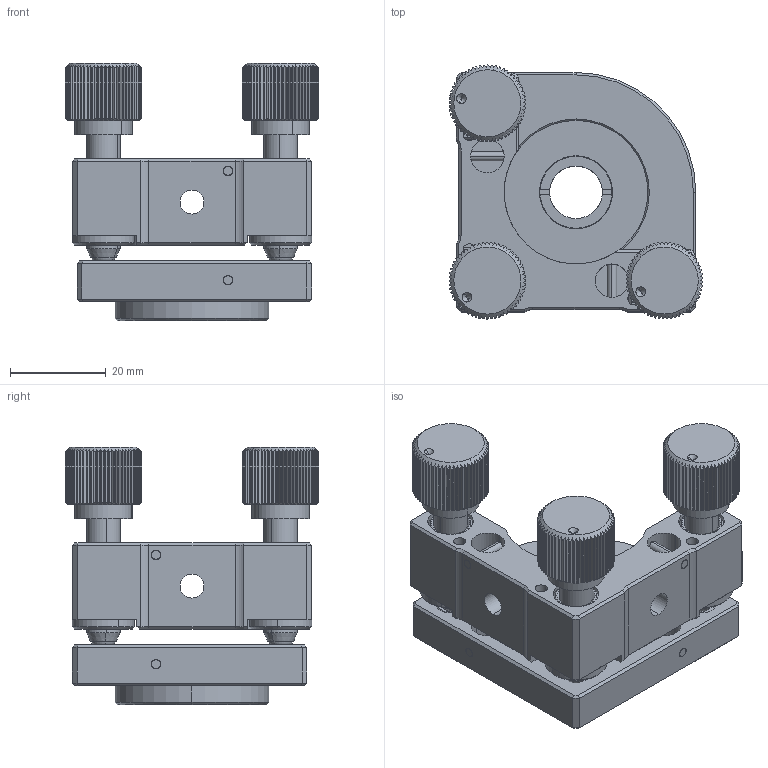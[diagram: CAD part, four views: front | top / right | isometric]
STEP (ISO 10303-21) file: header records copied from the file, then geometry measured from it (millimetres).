
FILE_DESCRIPTION (( 'STEP AP203' ), '1' );
FILE_NAME ('OMHS12.7-C.STEP', '2018-12-07T09:23:49', ( '' ), ( '' ), 'SwSTEP 2.0', 'SolidWorks 2016', '' );
FILE_SCHEMA (( 'CONFIG_CONTROL_DESIGN' ));
Length unit declared in the file: millimetre
Products named in the file (1): OMHS12.7-C
Bounding box: 53 x 53 x 53.8 mm (x, y, z)
Surface area: 23060.1 mm2 (no closed solid volume)
Topology: 0 solids, 34 shells, 1006 faces, 2790 edges, 1803 vertices
Faces by surface type: plane 484, cylinder 267, cone 249, torus 6
Entity records: 32926 total; most frequent: CARTESIAN_POINT 8348, ORIENTED_EDGE 5116, DIRECTION 4852, EDGE_CURVE 2776, AXIS2_PLACEMENT_3D 1843, VERTEX_POINT 1799, VECTOR 1166, LINE 1166
